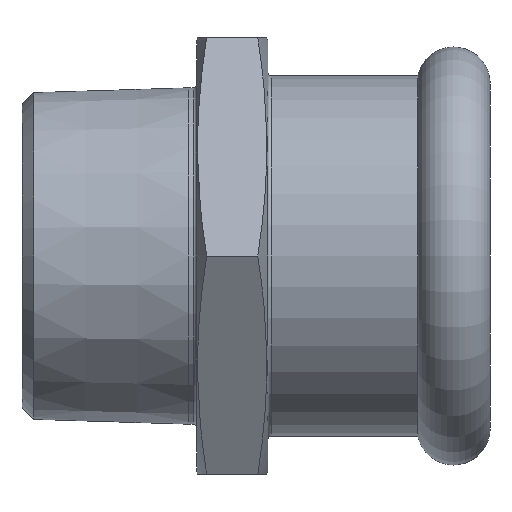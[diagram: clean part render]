
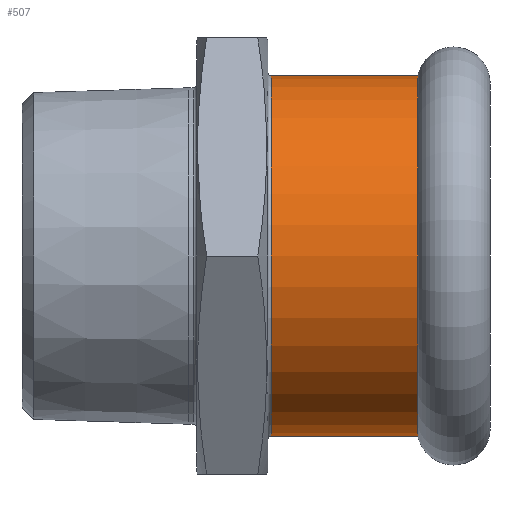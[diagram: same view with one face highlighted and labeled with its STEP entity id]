
A CAD part, left-side view. The second image highlights one B-rep face of the part: STEP entity #507.
In plain terms, the highlighted cylindrical face has radius 22.7 mm (diameter 45.4 mm), a full revolution.
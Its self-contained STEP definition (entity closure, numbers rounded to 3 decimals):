
#52=LINE('',#863,#70);
#70=VECTOR('',#706,22.7);
#88=CYLINDRICAL_SURFACE('',#585,22.7);
#100=FACE_OUTER_BOUND('',#131,.T.);
#131=EDGE_LOOP('',(#381,#382,#383,#384,#385,#386));
#153=CIRCLE('',#548,22.7);
#154=CIRCLE('',#549,22.7);
#178=CIRCLE('',#580,22.7);
#179=CIRCLE('',#581,22.7);
#200=VERTEX_POINT('',#797);
#201=VERTEX_POINT('',#798);
#221=VERTEX_POINT('',#852);
#222=VERTEX_POINT('',#854);
#254=EDGE_CURVE('',#200,#201,#153,.T.);
#255=EDGE_CURVE('',#201,#200,#154,.T.);
#282=EDGE_CURVE('',#221,#222,#178,.T.);
#283=EDGE_CURVE('',#222,#221,#179,.T.);
#286=EDGE_CURVE('',#222,#201,#52,.T.);
#381=ORIENTED_EDGE('',*,*,#282,.F.);
#382=ORIENTED_EDGE('',*,*,#283,.F.);
#383=ORIENTED_EDGE('',*,*,#286,.T.);
#384=ORIENTED_EDGE('',*,*,#255,.T.);
#385=ORIENTED_EDGE('',*,*,#254,.T.);
#386=ORIENTED_EDGE('',*,*,#286,.F.);
#507=ADVANCED_FACE('',(#100),#88,.T.);
#548=AXIS2_PLACEMENT_3D('',#799,#627,#628);
#549=AXIS2_PLACEMENT_3D('',#800,#629,#630);
#580=AXIS2_PLACEMENT_3D('',#855,#694,#695);
#581=AXIS2_PLACEMENT_3D('',#856,#696,#697);
#585=AXIS2_PLACEMENT_3D('',#862,#704,#705);
#627=DIRECTION('center_axis',(0.,1.,0.));
#628=DIRECTION('ref_axis',(0.,0.,1.));
#629=DIRECTION('center_axis',(0.,1.,0.));
#630=DIRECTION('ref_axis',(0.,0.,1.));
#694=DIRECTION('center_axis',(0.,1.,0.));
#695=DIRECTION('ref_axis',(0.,0.,-1.));
#696=DIRECTION('center_axis',(0.,1.,0.));
#697=DIRECTION('ref_axis',(0.,0.,-1.));
#704=DIRECTION('center_axis',(0.,1.,0.));
#705=DIRECTION('ref_axis',(0.,0.,1.));
#706=DIRECTION('',(0.,-1.,0.));
#797=CARTESIAN_POINT('',(0.,9.116,22.7));
#798=CARTESIAN_POINT('',(0.,9.116,-22.7));
#799=CARTESIAN_POINT('Origin',(0.,9.116,0.));
#800=CARTESIAN_POINT('Origin',(0.,9.116,0.));
#852=CARTESIAN_POINT('',(0.,27.6,22.7));
#854=CARTESIAN_POINT('',(0.,27.6,-22.7));
#855=CARTESIAN_POINT('Origin',(0.,27.6,0.));
#856=CARTESIAN_POINT('Origin',(0.,27.6,0.));
#862=CARTESIAN_POINT('Origin',(0.,20.058,0.));
#863=CARTESIAN_POINT('',(0.,20.058,-22.7));
